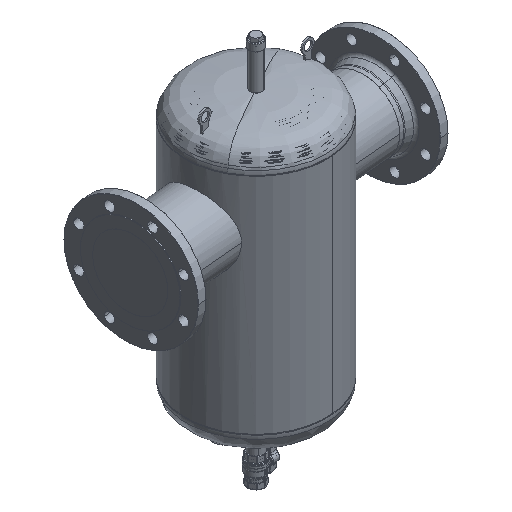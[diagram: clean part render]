
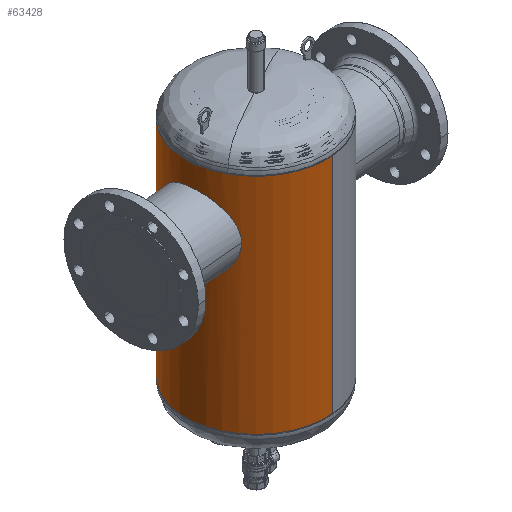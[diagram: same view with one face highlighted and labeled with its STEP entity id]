
A CAD part, isometric view. The second image highlights one B-rep face of the part: STEP entity #63428.
In plain terms, the highlighted cylindrical face has radius 161.95 mm (diameter 323.9 mm), a partial arc.
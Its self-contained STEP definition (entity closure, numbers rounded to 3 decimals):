
#63075=CARTESIAN_POINT('Axis2P3D Location',(139.04,0.,-378.5)) ;
#63079=CARTESIAN_POINT('Vertex',(124.925,161.334,-378.5)) ;
#63081=CARTESIAN_POINT('Vertex',(153.155,-161.334,-378.5)) ;
#63121=CARTESIAN_POINT('Vertex',(153.155,-161.334,134.5)) ;
#63123=CARTESIAN_POINT('Vertex',(124.925,161.334,134.5)) ;
#63126=CARTESIAN_POINT('Axis2P3D Location',(139.04,0.,134.5)) ;
#63338=CARTESIAN_POINT('Axis2P3D Location',(139.04,0.,-122.)) ;
#63343=CARTESIAN_POINT('Line Origine',(124.925,161.334,-122.)) ;
#63348=CARTESIAN_POINT('Line Origine',(153.155,-161.334,-122.)) ;
#63360=CARTESIAN_POINT('Control Point',(-22.293,-14.115,85.)) ;
#63361=CARTESIAN_POINT('Control Point',(-23.106,-4.826,85.)) ;
#63362=CARTESIAN_POINT('Control Point',(-23.25,4.521,83.722)) ;
#63363=CARTESIAN_POINT('Control Point',(-22.697,13.62,81.162)) ;
#63364=CARTESIAN_POINT('Control Point',(-20.941,27.151,75.353)) ;
#63365=CARTESIAN_POINT('Control Point',(-18.225,39.042,67.073)) ;
#63366=CARTESIAN_POINT('Control Point',(-17.138,43.141,63.741)) ;
#63367=CARTESIAN_POINT('Control Point',(-15.06,50.092,57.18)) ;
#63368=CARTESIAN_POINT('Control Point',(-12.929,56.079,49.755)) ;
#63369=CARTESIAN_POINT('Control Point',(-11.982,58.561,46.256)) ;
#63370=CARTESIAN_POINT('Control Point',(-9.45,64.842,36.118)) ;
#63371=CARTESIAN_POINT('Control Point',(-7.367,69.314,24.91)) ;
#63372=CARTESIAN_POINT('Control Point',(-6.351,71.353,17.375)) ;
#63373=CARTESIAN_POINT('Control Point',(-5.53,72.99,5.955)) ;
#63374=CARTESIAN_POINT('Control Point',(-5.725,72.599,-5.523)) ;
#63375=CARTESIAN_POINT('Control Point',(-5.894,72.264,-9.191)) ;
#63376=CARTESIAN_POINT('Control Point',(-6.73,70.588,-20.464)) ;
#63377=CARTESIAN_POINT('Control Point',(-8.443,66.998,-31.254)) ;
#63378=CARTESIAN_POINT('Control Point',(-9.914,63.754,-38.189)) ;
#63379=CARTESIAN_POINT('Control Point',(-12.819,56.708,-49.743)) ;
#63380=CARTESIAN_POINT('Control Point',(-15.842,47.615,-59.69)) ;
#63381=CARTESIAN_POINT('Control Point',(-17.131,43.266,-63.715)) ;
#63382=CARTESIAN_POINT('Control Point',(-19.182,35.245,-69.985)) ;
#63383=CARTESIAN_POINT('Control Point',(-20.818,26.362,-75.073)) ;
#63384=CARTESIAN_POINT('Control Point',(-21.409,22.524,-76.976)) ;
#63385=CARTESIAN_POINT('Control Point',(-22.55,13.205,-80.912)) ;
#63386=CARTESIAN_POINT('Control Point',(-23.027,3.349,-83.492)) ;
#63387=CARTESIAN_POINT('Control Point',(-23.05,-2.446,-84.498)) ;
#63388=CARTESIAN_POINT('Control Point',(-22.803,-8.292,-85.)) ;
#63389=CARTESIAN_POINT('Control Point',(-22.293,-14.115,-85.)) ;
#63390=CARTESIAN_POINT('Vertex',(-22.293,-14.115,85.)) ;
#63392=CARTESIAN_POINT('Vertex',(-22.293,-14.115,-85.)) ;
#63396=CARTESIAN_POINT('Control Point',(-22.293,-14.115,-85.)) ;
#63397=CARTESIAN_POINT('Control Point',(-21.566,-22.429,-85.)) ;
#63398=CARTESIAN_POINT('Control Point',(-20.303,-30.695,-83.976)) ;
#63399=CARTESIAN_POINT('Control Point',(-18.522,-38.699,-81.925)) ;
#63400=CARTESIAN_POINT('Control Point',(-15.117,-50.497,-77.276)) ;
#63401=CARTESIAN_POINT('Control Point',(-11.073,-60.974,-70.602)) ;
#63402=CARTESIAN_POINT('Control Point',(-9.56,-64.553,-67.958)) ;
#63403=CARTESIAN_POINT('Control Point',(-5.267,-73.948,-59.971)) ;
#63404=CARTESIAN_POINT('Control Point',(-0.943,-81.715,-50.329)) ;
#63405=CARTESIAN_POINT('Control Point',(1.686,-85.966,-43.557)) ;
#63406=CARTESIAN_POINT('Control Point',(6.062,-92.561,-29.644)) ;
#63407=CARTESIAN_POINT('Control Point',(8.621,-96.032,-14.255)) ;
#63408=CARTESIAN_POINT('Control Point',(9.297,-96.919,-6.719)) ;
#63409=CARTESIAN_POINT('Control Point',(9.402,-97.08,8.409)) ;
#63410=CARTESIAN_POINT('Control Point',(7.253,-94.155,23.093)) ;
#63411=CARTESIAN_POINT('Control Point',(5.673,-91.957,30.136)) ;
#63412=CARTESIAN_POINT('Control Point',(2.523,-87.299,40.976)) ;
#63413=CARTESIAN_POINT('Control Point',(-1.245,-80.996,50.68)) ;
#63414=CARTESIAN_POINT('Control Point',(-2.754,-78.341,54.229)) ;
#63415=CARTESIAN_POINT('Control Point',(-5.967,-72.34,61.226)) ;
#63416=CARTESIAN_POINT('Control Point',(-9.192,-65.418,67.312)) ;
#63417=CARTESIAN_POINT('Control Point',(-10.84,-61.576,70.218)) ;
#63418=CARTESIAN_POINT('Control Point',(-15.021,-50.83,77.146)) ;
#63419=CARTESIAN_POINT('Control Point',(-18.525,-38.685,81.929)) ;
#63420=CARTESIAN_POINT('Control Point',(-20.305,-30.687,83.977)) ;
#63421=CARTESIAN_POINT('Control Point',(-21.567,-22.424,85.)) ;
#63422=CARTESIAN_POINT('Control Point',(-22.293,-14.115,85.)) ;
#63345=VECTOR('Line Direction',#63344,1.) ;
#63350=VECTOR('Line Direction',#63349,1.) ;
#63076=DIRECTION('Axis2P3D Direction',(0.,0.,1.)) ;
#63127=DIRECTION('Axis2P3D Direction',(0.,0.,1.)) ;
#63339=DIRECTION('Axis2P3D Direction',(0.,0.,1.)) ;
#63340=DIRECTION('Axis2P3D XDirection',(-0.087,0.996,0.)) ;
#63344=DIRECTION('Vector Direction',(0.,0.,1.)) ;
#63349=DIRECTION('Vector Direction',(0.,0.,1.)) ;
#63077=AXIS2_PLACEMENT_3D('Circle Axis2P3D',#63075,#63076,$) ;
#63128=AXIS2_PLACEMENT_3D('Circle Axis2P3D',#63126,#63127,$) ;
#63341=AXIS2_PLACEMENT_3D('Cylinder Axis2P3D',#63338,#63339,#63340) ;
#63346=LINE('Line',#63343,#63345) ;
#63351=LINE('Line',#63348,#63350) ;
#63078=CIRCLE('generated circle',#63077,161.95) ;
#63129=CIRCLE('generated circle',#63128,161.95) ;
#63342=CYLINDRICAL_SURFACE('generated cylinder',#63341,161.95) ;
#63427=FACE_BOUND('',#63424,.T.) ;
#63083=EDGE_CURVE('',#63080,#63082,#63078,.T.) ;
#63130=EDGE_CURVE('',#63124,#63122,#63129,.T.) ;
#63347=EDGE_CURVE('',#63080,#63124,#63346,.T.) ;
#63352=EDGE_CURVE('',#63082,#63122,#63351,.T.) ;
#63394=EDGE_CURVE('',#63391,#63393,#63359,.T.) ;
#63423=EDGE_CURVE('',#63393,#63391,#63395,.T.) ;
#63354=ORIENTED_EDGE('',*,*,#63347,.F.) ;
#63355=ORIENTED_EDGE('',*,*,#63083,.T.) ;
#63356=ORIENTED_EDGE('',*,*,#63352,.T.) ;
#63357=ORIENTED_EDGE('',*,*,#63130,.F.) ;
#63425=ORIENTED_EDGE('',*,*,#63394,.F.) ;
#63426=ORIENTED_EDGE('',*,*,#63423,.F.) ;
#63353=EDGE_LOOP('',(#63354,#63355,#63356,#63357)) ;
#63424=EDGE_LOOP('',(#63425,#63426)) ;
#63080=VERTEX_POINT('',#63079) ;
#63082=VERTEX_POINT('',#63081) ;
#63122=VERTEX_POINT('',#63121) ;
#63124=VERTEX_POINT('',#63123) ;
#63391=VERTEX_POINT('',#63390) ;
#63393=VERTEX_POINT('',#63392) ;
#63428=ADVANCED_FACE('49626.1\\UW002391.1\\PartBody',(#63358,#63427),#63342,.T.) ;
#63359=B_SPLINE_CURVE_WITH_KNOTS('',5,(#63360,#63361,#63362,#63363,#63364,#63365,#63366,#63367,#63368,#63369,#63370,#63371,#63372,#63373,#63374,#63375,#63376,#63377,#63378,#63379,#63380,#63381,#63382,#63383,#63384,#63385,#63386,#63387,#63388,#63389),.UNSPECIFIED.,.F.,.U.,(6,3,3,3,3,3,3,3,3,6),(0.,65.931,103.927,134.912,189.964,215.968,270.619,313.293,343.787,385.118),.UNSPECIFIED.) ;
#63395=B_SPLINE_CURVE_WITH_KNOTS('',5,(#63396,#63397,#63398,#63399,#63400,#63401,#63402,#63403,#63404,#63405,#63406,#63407,#63408,#63409,#63410,#63411,#63412,#63413,#63414,#63415,#63416,#63417,#63418,#63419,#63420,#63421,#63422),.UNSPECIFIED.,.F.,.U.,(6,3,3,3,3,3,3,3,6),(385.118,444.137,477.271,536.274,589.52,642.374,675.385,711.259,770.24),.UNSPECIFIED.) ;
#63358=FACE_OUTER_BOUND('',#63353,.T.) ;
